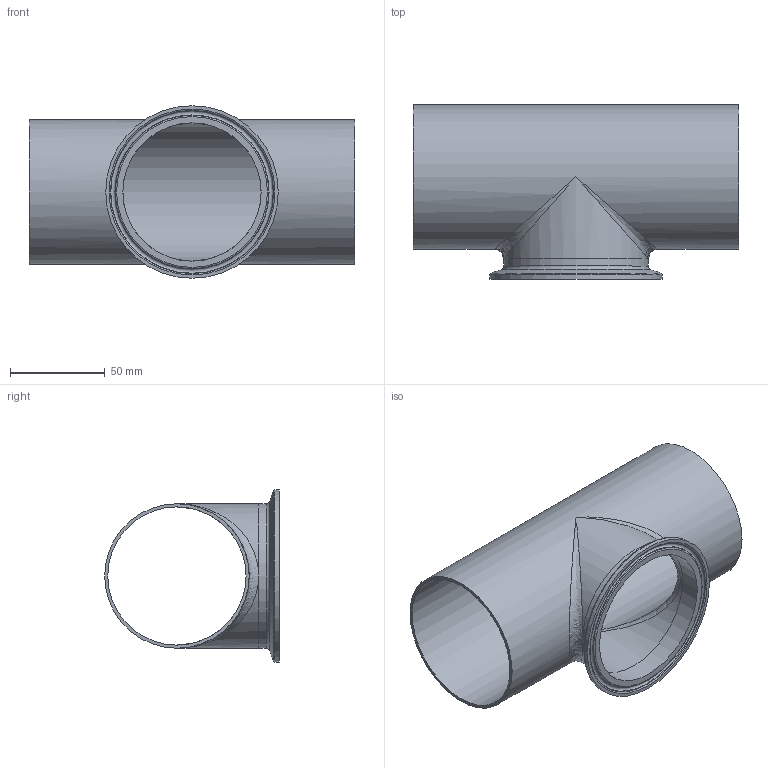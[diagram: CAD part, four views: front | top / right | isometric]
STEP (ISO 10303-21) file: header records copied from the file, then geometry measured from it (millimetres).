
FILE_DESCRIPTION(('Short Outlet Clamp Joint Tee_76,2x1,65-76,2x1,65_L171,4_l54_Fl91_V00'),'2;1');
FILE_NAME('Short Outlet Clamp Joint Tee_76,2x1,65-76,2x1,65_L171,4_l54_Fl91_V00.stp','2013-11-07T13:42:45',('DOCKWEILER AG'),('DOCKWEILER AG'),'Autodesk Inventor 2012','Autodesk Inventor 2012','');
FILE_SCHEMA(('CONFIG_CONTROL_DESIGN'));
Length unit declared in the file: millimetre
Products named in the file (3): N0010_002_002_005_Rev01; N0003_003_001_83; N0010_002_001_001_76
Assembly tree (2 placements, depth 2):
  N0010_002_002_005_Rev01
    N0003_003_001_83
    N0010_002_001_001_76
Bounding box: 171.4 x 92.1 x 91 mm (x, y, z)
Volume: 76010.1 mm3; surface area: 88666.5 mm2
Topology: 2 solids, 2 shells, 26 faces, 62 edges, 32 vertices
Faces by surface type: cylinder 8, plane 6, torus 5, bspline 4, cone 3
Full cylindrical faces by diameter (mm): 72.9 x3, 76.2 x2, 91 x1
Entity records: 1361 total; most frequent: CARTESIAN_POINT 795, DIRECTION 108, ORIENTED_EDGE 62, AXIS2_PLACEMENT_3D 54, EDGE_LOOP 48, EDGE_CURVE 31, STYLED_ITEM 27, FACE_OUTER_BOUND 26
